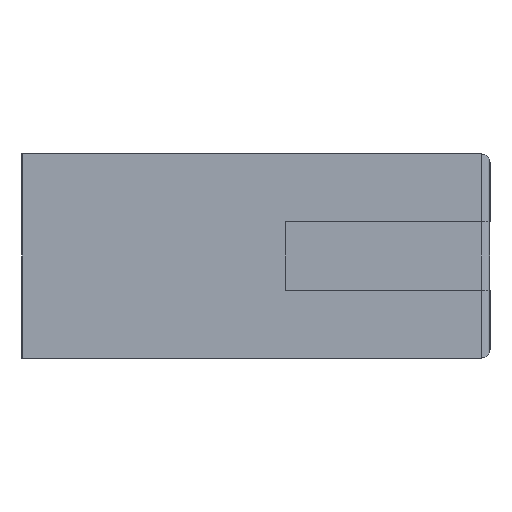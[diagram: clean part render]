
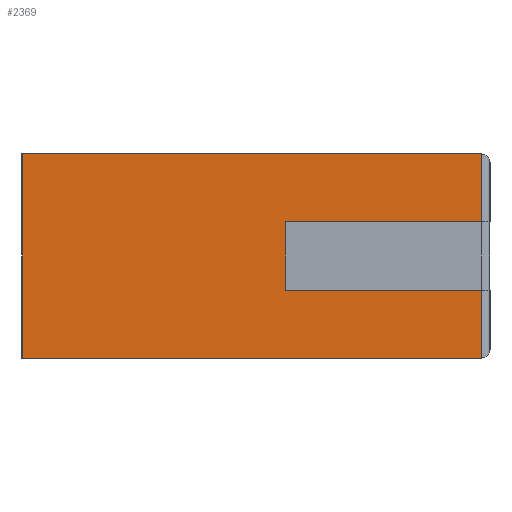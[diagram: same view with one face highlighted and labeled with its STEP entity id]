
A CAD part, left-side view. The second image highlights one B-rep face of the part: STEP entity #2369.
In plain terms, the highlighted face is planar.
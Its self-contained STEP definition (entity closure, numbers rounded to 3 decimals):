
#210=FACE_OUTER_BOUND('',#350,.T.);
#350=EDGE_LOOP('',(#1999,#2000,#2001,#2002,#2003,#2004,#2005,#2006));
#568=LINE('',#3898,#816);
#572=LINE('',#3907,#820);
#583=LINE('',#3935,#831);
#584=LINE('',#3938,#832);
#586=LINE('',#3941,#834);
#587=LINE('',#3943,#835);
#588=LINE('',#3945,#836);
#589=LINE('',#3946,#837);
#816=VECTOR('',#3225,10.);
#820=VECTOR('',#3233,10.);
#831=VECTOR('',#3256,10.);
#832=VECTOR('',#3259,10.);
#834=VECTOR('',#3263,10.);
#835=VECTOR('',#3264,10.);
#836=VECTOR('',#3265,10.);
#837=VECTOR('',#3266,10.);
#1108=VERTEX_POINT('',#3893);
#1109=VERTEX_POINT('',#3897);
#1112=VERTEX_POINT('',#3905);
#1120=VERTEX_POINT('',#3925);
#1123=VERTEX_POINT('',#3933);
#1124=VERTEX_POINT('',#3937);
#1125=VERTEX_POINT('',#3942);
#1126=VERTEX_POINT('',#3944);
#1403=EDGE_CURVE('',#1108,#1109,#568,.T.);
#1408=EDGE_CURVE('',#1108,#1112,#572,.T.);
#1422=EDGE_CURVE('',#1123,#1120,#583,.T.);
#1423=EDGE_CURVE('',#1124,#1120,#584,.T.);
#1425=EDGE_CURVE('',#1112,#1124,#586,.T.);
#1426=EDGE_CURVE('',#1123,#1125,#587,.T.);
#1427=EDGE_CURVE('',#1125,#1126,#588,.T.);
#1428=EDGE_CURVE('',#1126,#1109,#589,.T.);
#1999=ORIENTED_EDGE('',*,*,#1403,.F.);
#2000=ORIENTED_EDGE('',*,*,#1408,.T.);
#2001=ORIENTED_EDGE('',*,*,#1425,.T.);
#2002=ORIENTED_EDGE('',*,*,#1423,.T.);
#2003=ORIENTED_EDGE('',*,*,#1422,.F.);
#2004=ORIENTED_EDGE('',*,*,#1426,.T.);
#2005=ORIENTED_EDGE('',*,*,#1427,.T.);
#2006=ORIENTED_EDGE('',*,*,#1428,.T.);
#2172=PLANE('',#2669);
#2369=ADVANCED_FACE('',(#210),#2172,.T.);
#2669=AXIS2_PLACEMENT_3D('',#3940,#3261,#3262);
#3225=DIRECTION('',(1.,0.,0.));
#3233=DIRECTION('',(0.,-1.,0.));
#3256=DIRECTION('',(1.,0.,0.));
#3259=DIRECTION('',(0.,1.,0.));
#3261=DIRECTION('center_axis',(0.,0.,1.));
#3262=DIRECTION('ref_axis',(1.,0.,0.));
#3263=DIRECTION('',(1.,0.,0.));
#3264=DIRECTION('',(0.,-1.,0.));
#3265=DIRECTION('',(-1.,0.,0.));
#3266=DIRECTION('',(0.,1.,0.));
#3893=CARTESIAN_POINT('',(-12.,26.5,45.));
#3897=CARTESIAN_POINT('',(-4.,26.5,45.));
#3898=CARTESIAN_POINT('',(-2.,26.5,45.));
#3905=CARTESIAN_POINT('',(-12.,-27.5,45.));
#3907=CARTESIAN_POINT('',(-12.,27.5,45.));
#3925=CARTESIAN_POINT('',(12.,26.5,45.));
#3933=CARTESIAN_POINT('',(4.,26.5,45.));
#3935=CARTESIAN_POINT('',(6.,26.5,45.));
#3937=CARTESIAN_POINT('',(12.,-27.5,45.));
#3938=CARTESIAN_POINT('',(12.,-27.5,45.));
#3940=CARTESIAN_POINT('Origin',(0.,0.,45.));
#3941=CARTESIAN_POINT('',(-12.,-27.5,45.));
#3942=CARTESIAN_POINT('',(4.,3.5,45.));
#3943=CARTESIAN_POINT('',(4.,27.5,45.));
#3944=CARTESIAN_POINT('',(-4.,3.5,45.));
#3945=CARTESIAN_POINT('',(4.,3.5,45.));
#3946=CARTESIAN_POINT('',(-4.,3.5,45.));
